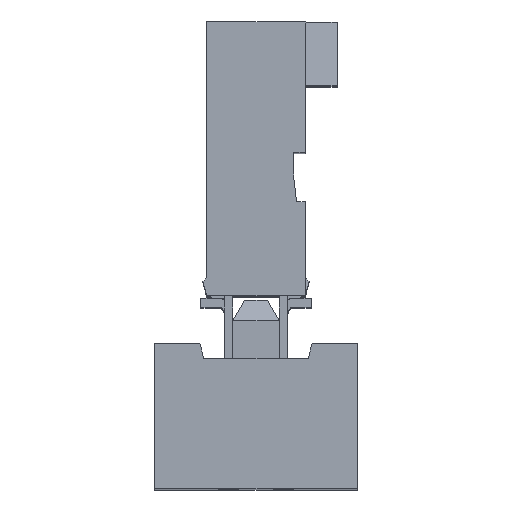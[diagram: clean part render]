
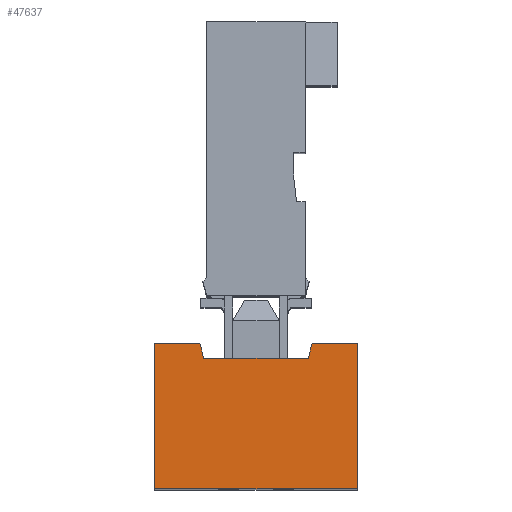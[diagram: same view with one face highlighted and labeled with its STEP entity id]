
A CAD part, top view. The second image highlights one B-rep face of the part: STEP entity #47637.
In plain terms, the highlighted planar face has unit normal (0, 0, 1).
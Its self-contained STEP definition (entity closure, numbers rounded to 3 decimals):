
#13894=ORIENTED_EDGE('',*,*,#21162,.T.);
#13895=ORIENTED_EDGE('',*,*,#21163,.T.);
#13896=ORIENTED_EDGE('',*,*,#21164,.T.);
#13897=ORIENTED_EDGE('',*,*,#21165,.T.);
#13898=ORIENTED_EDGE('',*,*,#21166,.T.);
#13899=ORIENTED_EDGE('',*,*,#21149,.F.);
#13900=ORIENTED_EDGE('',*,*,#20946,.T.);
#13901=ORIENTED_EDGE('',*,*,#21132,.F.);
#20946=EDGE_CURVE('',#25578,#25577,#31773,.T.);
#21132=EDGE_CURVE('',#25696,#25577,#31942,.T.);
#21149=EDGE_CURVE('',#25578,#25710,#31959,.T.);
#21162=EDGE_CURVE('',#25696,#25717,#31972,.T.);
#21163=EDGE_CURVE('',#25717,#25718,#31973,.T.);
#21164=EDGE_CURVE('',#25718,#25719,#31974,.T.);
#21165=EDGE_CURVE('',#25719,#25720,#31975,.T.);
#21166=EDGE_CURVE('',#25720,#25710,#31976,.T.);
#25577=VERTEX_POINT('',#75247);
#25578=VERTEX_POINT('',#75249);
#25696=VERTEX_POINT('',#75613);
#25710=VERTEX_POINT('',#75647);
#25717=VERTEX_POINT('',#75673);
#25718=VERTEX_POINT('',#75675);
#25719=VERTEX_POINT('',#75677);
#25720=VERTEX_POINT('',#75679);
#31773=LINE('',#75248,#38113);
#31942=LINE('',#75614,#38282);
#31959=LINE('',#75646,#38299);
#31972=LINE('',#75672,#38312);
#31973=LINE('',#75674,#38313);
#31974=LINE('',#75676,#38314);
#31975=LINE('',#75678,#38315);
#31976=LINE('',#75680,#38316);
#38113=VECTOR('',#61695,1000.);
#38282=VECTOR('',#62020,1000.);
#38299=VECTOR('',#62041,1000.);
#38312=VECTOR('',#62066,1000.);
#38313=VECTOR('',#62067,1000.);
#38314=VECTOR('',#62068,1000.);
#38315=VECTOR('',#62069,1000.);
#38316=VECTOR('',#62070,1000.);
#40849=EDGE_LOOP('',(#13894,#13895,#13896,#13897,#13898,#13899,#13900,#13901));
#43284=FACE_BOUND('',#40849,.T.);
#45377=PLANE('',#50459);
#47637=ADVANCED_FACE('',(#43284),#45377,.F.);
#50459=AXIS2_PLACEMENT_3D('',#75671,#62064,#62065);
#61695=DIRECTION('',(-1.,0.,0.));
#62020=DIRECTION('',(0.259,-0.966,0.));
#62041=DIRECTION('',(0.259,0.966,0.));
#62064=DIRECTION('',(0.,0.,-1.));
#62065=DIRECTION('',(0.,-1.,0.));
#62066=DIRECTION('',(-1.,0.,0.));
#62067=DIRECTION('',(0.,-1.,0.));
#62068=DIRECTION('',(1.,0.,0.));
#62069=DIRECTION('',(0.,1.,0.));
#62070=DIRECTION('',(-1.,0.,0.));
#75247=CARTESIAN_POINT('',(-0.1,-11.602,2.54));
#75248=CARTESIAN_POINT('',(1.7,-11.602,2.54));
#75249=CARTESIAN_POINT('',(3.5,-11.602,2.54));
#75613=CARTESIAN_POINT('',(-0.234,-11.102,2.54));
#75614=CARTESIAN_POINT('',(-0.234,-11.102,2.54));
#75646=CARTESIAN_POINT('',(3.423,-11.891,2.54));
#75647=CARTESIAN_POINT('',(3.634,-11.102,2.54));
#75671=CARTESIAN_POINT('',(1.7,-5.686,2.54));
#75672=CARTESIAN_POINT('',(5.2,-11.102,2.54));
#75673=CARTESIAN_POINT('',(-1.8,-11.102,2.54));
#75674=CARTESIAN_POINT('',(-1.8,-11.102,2.54));
#75675=CARTESIAN_POINT('',(-1.8,-16.102,2.54));
#75676=CARTESIAN_POINT('',(-1.8,-16.102,2.54));
#75677=CARTESIAN_POINT('',(5.2,-16.102,2.54));
#75678=CARTESIAN_POINT('',(5.2,-16.102,2.54));
#75679=CARTESIAN_POINT('',(5.2,-11.102,2.54));
#75680=CARTESIAN_POINT('',(5.2,-11.102,2.54));
